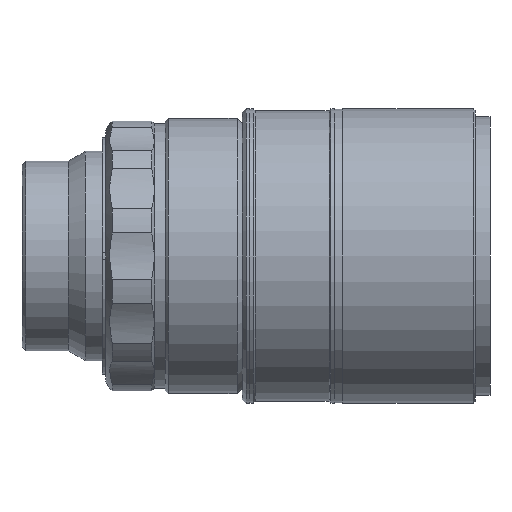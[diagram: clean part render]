
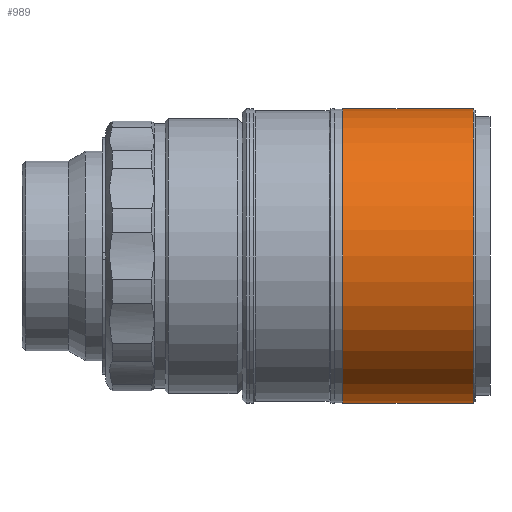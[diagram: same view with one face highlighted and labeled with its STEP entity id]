
A CAD part, front view. The second image highlights one B-rep face of the part: STEP entity #989.
In plain terms, the highlighted cylindrical face has radius 38 mm (diameter 76 mm), a partial arc.
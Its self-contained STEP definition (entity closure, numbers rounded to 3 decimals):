
#41 = ORIENTED_EDGE ( 'NONE', *, *, #2856, .F. ) ;
#52 = CIRCLE ( 'NONE', #547, 38. ) ;
#177 = VERTEX_POINT ( 'NONE', #1247 ) ;
#198 = ORIENTED_EDGE ( 'NONE', *, *, #3712, .F. ) ;
#208 = LINE ( 'NONE', #3813, #3394 ) ;
#281 = CARTESIAN_POINT ( 'NONE',  ( -35.76, 0., 0. ) ) ;
#303 = DIRECTION ( 'NONE',  ( -1., 0., 0. ) ) ;
#547 = AXIS2_PLACEMENT_3D ( 'NONE', #3421, #2525, #3405 ) ;
#601 = CYLINDRICAL_SURFACE ( 'NONE', #2754, 38. ) ;
#621 = DIRECTION ( 'NONE',  ( 0., 0., 1. ) ) ;
#835 = CARTESIAN_POINT ( 'NONE',  ( -40.76, 0., -38. ) ) ;
#921 = CARTESIAN_POINT ( 'NONE',  ( -35.76, 0., 38. ) ) ;
#989 = ADVANCED_FACE ( 'NONE', ( #3326 ), #601, .T. ) ;
#1246 = ORIENTED_EDGE ( 'NONE', *, *, #1357, .T. ) ;
#1247 = CARTESIAN_POINT ( 'NONE',  ( -7.06, 0., -38. ) ) ;
#1357 = EDGE_CURVE ( 'NONE', #177, #1530, #52, .T. ) ;
#1463 = VERTEX_POINT ( 'NONE', #835 ) ;
#1468 = LINE ( 'NONE', #921, #2900 ) ;
#1530 = VERTEX_POINT ( 'NONE', #3699 ) ;
#1796 = EDGE_CURVE ( 'NONE', #1530, #1879, #1468, .T. ) ;
#1857 = EDGE_LOOP ( 'NONE', ( #41, #1246, #3067, #198 ) ) ;
#1871 = AXIS2_PLACEMENT_3D ( 'NONE', #2507, #2449, #2168 ) ;
#1879 = VERTEX_POINT ( 'NONE', #3872 ) ;
#2168 = DIRECTION ( 'NONE',  ( 0., 0., 1. ) ) ;
#2449 = DIRECTION ( 'NONE',  ( -1., 0., 0. ) ) ;
#2454 = DIRECTION ( 'NONE',  ( -1., 0., 0. ) ) ;
#2507 = CARTESIAN_POINT ( 'NONE',  ( -40.76, 0., 0. ) ) ;
#2525 = DIRECTION ( 'NONE',  ( -1., 0., 0. ) ) ;
#2563 = CIRCLE ( 'NONE', #1871, 38. ) ;
#2754 = AXIS2_PLACEMENT_3D ( 'NONE', #281, #2454, #621 ) ;
#2856 = EDGE_CURVE ( 'NONE', #177, #1463, #208, .T. ) ;
#2900 = VECTOR ( 'NONE', #303, 1000. ) ;
#3067 = ORIENTED_EDGE ( 'NONE', *, *, #1796, .T. ) ;
#3326 = FACE_OUTER_BOUND ( 'NONE', #1857, .T. ) ;
#3394 = VECTOR ( 'NONE', #3422, 1000. ) ;
#3405 = DIRECTION ( 'NONE',  ( 0., 0., 1. ) ) ;
#3421 = CARTESIAN_POINT ( 'NONE',  ( -7.06, 0., 0. ) ) ;
#3422 = DIRECTION ( 'NONE',  ( -1., 0., 0. ) ) ;
#3699 = CARTESIAN_POINT ( 'NONE',  ( -7.06, 0., 38. ) ) ;
#3712 = EDGE_CURVE ( 'NONE', #1463, #1879, #2563, .T. ) ;
#3813 = CARTESIAN_POINT ( 'NONE',  ( -35.76, 0., -38. ) ) ;
#3872 = CARTESIAN_POINT ( 'NONE',  ( -40.76, 0., 38. ) ) ;
